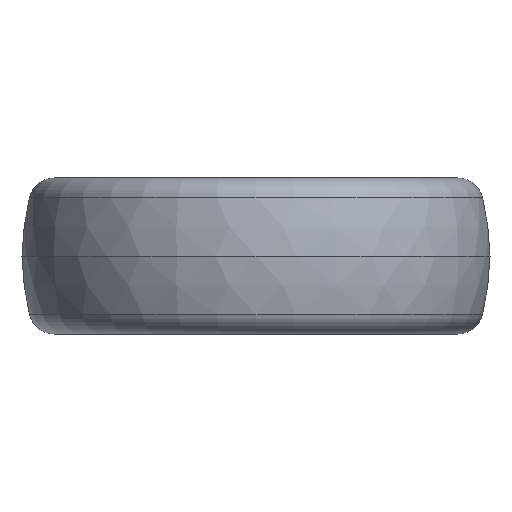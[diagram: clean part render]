
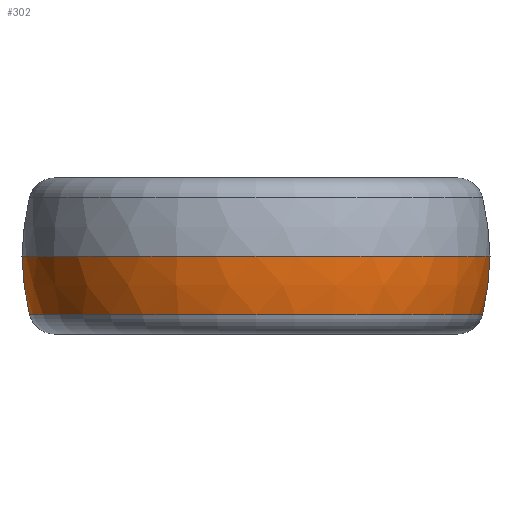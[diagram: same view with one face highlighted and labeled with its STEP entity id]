
A CAD part, front view. The second image highlights one B-rep face of the part: STEP entity #302.
In plain terms, the highlighted spherical face has radius 9 mm.
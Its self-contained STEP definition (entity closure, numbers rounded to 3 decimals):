
#122 = CIRCLE ( 'NONE', #6217, 8.714 ) ;
#244 = ORIENTED_EDGE ( 'NONE', *, *, #6331, .T. ) ;
#276 = DIRECTION ( 'NONE',  ( 1., 0., 0. ) ) ;
#302 = ADVANCED_FACE ( 'NONE', ( #3348 ), #394, .T. ) ;
#394 = SPHERICAL_SURFACE ( 'NONE', #3782, 9. ) ;
#399 = CARTESIAN_POINT ( 'NONE',  ( 0., 4.382, 0. ) ) ;
#434 = DIRECTION ( 'NONE',  ( 1., 0., 0. ) ) ;
#808 = DIRECTION ( 'NONE',  ( 0., -1., 0. ) ) ;
#934 = EDGE_CURVE ( 'NONE', #5477, #1100, #3517, .T. ) ;
#1056 = CARTESIAN_POINT ( 'NONE',  ( 0., 0., 0. ) ) ;
#1067 = EDGE_CURVE ( 'NONE', #2153, #7161, #4134, .T. ) ;
#1100 = VERTEX_POINT ( 'NONE', #5946 ) ;
#1197 = VERTEX_POINT ( 'NONE', #1479 ) ;
#1216 = DIRECTION ( 'NONE',  ( -1., 0., 0. ) ) ;
#1341 = CIRCLE ( 'NONE', #6853, 8.714 ) ;
#1416 = DIRECTION ( 'NONE',  ( 0., 0., 1. ) ) ;
#1457 = EDGE_CURVE ( 'NONE', #1100, #1197, #7218, .T. ) ;
#1479 = CARTESIAN_POINT ( 'NONE',  ( 0., -9., 0. ) ) ;
#1489 = CARTESIAN_POINT ( 'NONE',  ( 0., 0., -2.25 ) ) ;
#1554 = CARTESIAN_POINT ( 'NONE',  ( -8.714, 0., -2.25 ) ) ;
#1596 = EDGE_CURVE ( 'NONE', #4794, #5477, #1341, .T. ) ;
#2153 = VERTEX_POINT ( 'NONE', #2393 ) ;
#2346 = CARTESIAN_POINT ( 'NONE',  ( 0., 0., -2.25 ) ) ;
#2393 = CARTESIAN_POINT ( 'NONE',  ( -7.861, 4.382, 0. ) ) ;
#2418 = DIRECTION ( 'NONE',  ( 1., 0., 0. ) ) ;
#2494 = AXIS2_PLACEMENT_3D ( 'NONE', #399, #3661, #2655 ) ;
#2526 = EDGE_LOOP ( 'NONE', ( #3122, #2933, #7229, #6463, #244, #5199, #4357 ) ) ;
#2611 = CARTESIAN_POINT ( 'NONE',  ( 0., 0., 0. ) ) ;
#2655 = DIRECTION ( 'NONE',  ( 1., 0., 0. ) ) ;
#2747 = AXIS2_PLACEMENT_3D ( 'NONE', #2611, #3690, #434 ) ;
#2892 = CIRCLE ( 'NONE', #2747, 9. ) ;
#2933 = ORIENTED_EDGE ( 'NONE', *, *, #1457, .T. ) ;
#3122 = ORIENTED_EDGE ( 'NONE', *, *, #934, .T. ) ;
#3348 = FACE_OUTER_BOUND ( 'NONE', #2526, .T. ) ;
#3517 = CIRCLE ( 'NONE', #6703, 7.861 ) ;
#3661 = DIRECTION ( 'NONE',  ( 0., -1., 0. ) ) ;
#3684 = EDGE_CURVE ( 'NONE', #7070, #4794, #7189, .T. ) ;
#3690 = DIRECTION ( 'NONE',  ( 0., 0., 1. ) ) ;
#3782 = AXIS2_PLACEMENT_3D ( 'NONE', #1056, #6108, #5515 ) ;
#3999 = DIRECTION ( 'NONE',  ( 0., 0., -1. ) ) ;
#4134 = CIRCLE ( 'NONE', #2494, 7.861 ) ;
#4357 = ORIENTED_EDGE ( 'NONE', *, *, #1596, .T. ) ;
#4668 = EDGE_CURVE ( 'NONE', #2153, #1197, #2892, .T. ) ;
#4745 = DIRECTION ( 'NONE',  ( 1., 0., 0. ) ) ;
#4794 = VERTEX_POINT ( 'NONE', #5969 ) ;
#5199 = ORIENTED_EDGE ( 'NONE', *, *, #3684, .T. ) ;
#5333 = CARTESIAN_POINT ( 'NONE',  ( 0., 4.382, 0. ) ) ;
#5344 = DIRECTION ( 'NONE',  ( 0., 0., 1. ) ) ;
#5383 = CARTESIAN_POINT ( 'NONE',  ( 0., 0., -2.25 ) ) ;
#5477 = VERTEX_POINT ( 'NONE', #6634 ) ;
#5515 = DIRECTION ( 'NONE',  ( -1., 0., 0. ) ) ;
#5902 = CARTESIAN_POINT ( 'NONE',  ( -7.532, 4.382, -2.25 ) ) ;
#5946 = CARTESIAN_POINT ( 'NONE',  ( 7.861, 4.382, 0. ) ) ;
#5957 = DIRECTION ( 'NONE',  ( 1., 0., 0. ) ) ;
#5969 = CARTESIAN_POINT ( 'NONE',  ( 8.714, 0., -2.25 ) ) ;
#6108 = DIRECTION ( 'NONE',  ( 0., 0., -1. ) ) ;
#6110 = AXIS2_PLACEMENT_3D ( 'NONE', #6170, #3999, #1216 ) ;
#6170 = CARTESIAN_POINT ( 'NONE',  ( 0., 0., 0. ) ) ;
#6217 = AXIS2_PLACEMENT_3D ( 'NONE', #1489, #5344, #5957 ) ;
#6265 = DIRECTION ( 'NONE',  ( 0., 0., 1. ) ) ;
#6331 = EDGE_CURVE ( 'NONE', #7161, #7070, #122, .T. ) ;
#6405 = AXIS2_PLACEMENT_3D ( 'NONE', #5383, #1416, #4745 ) ;
#6463 = ORIENTED_EDGE ( 'NONE', *, *, #1067, .T. ) ;
#6634 = CARTESIAN_POINT ( 'NONE',  ( 7.532, 4.382, -2.25 ) ) ;
#6703 = AXIS2_PLACEMENT_3D ( 'NONE', #5333, #808, #276 ) ;
#6853 = AXIS2_PLACEMENT_3D ( 'NONE', #2346, #6265, #2418 ) ;
#7070 = VERTEX_POINT ( 'NONE', #1554 ) ;
#7161 = VERTEX_POINT ( 'NONE', #5902 ) ;
#7189 = CIRCLE ( 'NONE', #6405, 8.714 ) ;
#7218 = CIRCLE ( 'NONE', #6110, 9. ) ;
#7229 = ORIENTED_EDGE ( 'NONE', *, *, #4668, .F. ) ;
